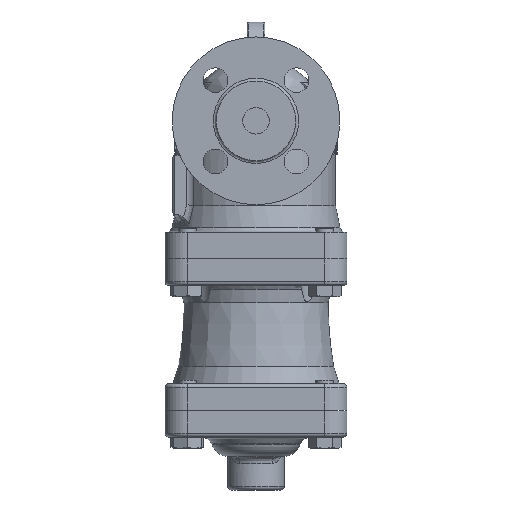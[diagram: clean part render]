
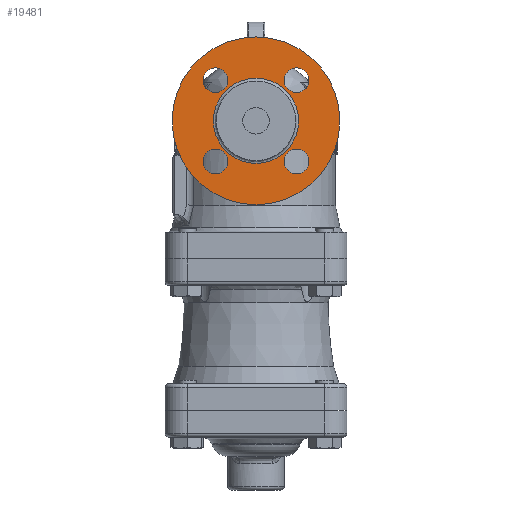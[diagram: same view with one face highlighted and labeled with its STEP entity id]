
A CAD part, left-side view. The second image highlights one B-rep face of the part: STEP entity #19481.
In plain terms, the highlighted free-form (B-spline) face has degree [1, 1] with [2, 2] control points.
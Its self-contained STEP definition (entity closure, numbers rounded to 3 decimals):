
#19298=CARTESIAN_POINT('',(-85.9,0.0,125.5));
#19299=VERTEX_POINT('',#19298);
#19300=CARTESIAN_POINT('',(-85.9,0.0,78.0));
#19301=DIRECTION('',(-1.0,0.0,0.0));
#19302=DIRECTION('',(0.0,0.0,1.0));
#19303=AXIS2_PLACEMENT_3D('',#19300,#19301,#19302);
#19304=CIRCLE('',#19303,47.5);
#19305=EDGE_CURVE('',#19299,#19299,#19304,.T.);
#19403=CARTESIAN_POINT('',(-85.9,0.0,102.1));
#19404=VERTEX_POINT('',#19403);
#19405=CARTESIAN_POINT('',(-85.9,0.0,78.0));
#19406=DIRECTION('',(-1.0,0.0,0.0));
#19407=DIRECTION('',(0.0,0.0,-1.0));
#19408=AXIS2_PLACEMENT_3D('',#19405,#19406,#19407);
#19409=CIRCLE('',#19408,24.1);
#19410=EDGE_CURVE('',#19404,#19404,#19409,.T.);
#19426=CARTESIAN_POINT('',(-85.9,47.5,125.5));
#19427=CARTESIAN_POINT('',(-85.9,47.5,30.5));
#19428=CARTESIAN_POINT('',(-85.9,-47.5,125.5));
#19429=CARTESIAN_POINT('',(-85.9,-47.5,30.5));
#19430=B_SPLINE_SURFACE_WITH_KNOTS('',1,1,((#19426,#19428),(#19427,#19429)),.UNSPECIFIED.,.F.,.F.,.U.,(2,2),(2,2),(0.0,95.0),(0.0,95.0),.UNSPECIFIED.);
#19431=ORIENTED_EDGE('',*,*,#19305,.T.);
#19432=EDGE_LOOP('',(#19431));
#19433=FACE_OUTER_BOUND('',#19432,.T.);
#19434=CARTESIAN_POINT('',(-85.9,22.981,93.981));
#19435=VERTEX_POINT('',#19434);
#19436=CARTESIAN_POINT('',(-85.9,22.981,100.981));
#19437=DIRECTION('',(1.0,0.0,0.0));
#19438=DIRECTION('',(0.0,0.0,-1.0));
#19439=AXIS2_PLACEMENT_3D('',#19436,#19437,#19438);
#19440=CIRCLE('',#19439,7.);
#19441=EDGE_CURVE('',#19435,#19435,#19440,.T.);
#19442=ORIENTED_EDGE('',*,*,#19441,.T.);
#19443=EDGE_LOOP('',(#19442));
#19444=FACE_BOUND('',#19443,.T.);
#19445=CARTESIAN_POINT('',(-85.9,15.981,55.019));
#19446=VERTEX_POINT('',#19445);
#19447=CARTESIAN_POINT('',(-85.9,22.981,55.019));
#19448=DIRECTION('',(1.0,0.0,0.0));
#19449=DIRECTION('',(0.0,-1.0,0.0));
#19450=AXIS2_PLACEMENT_3D('',#19447,#19448,#19449);
#19451=CIRCLE('',#19450,7.);
#19452=EDGE_CURVE('',#19446,#19446,#19451,.T.);
#19453=ORIENTED_EDGE('',*,*,#19452,.T.);
#19454=EDGE_LOOP('',(#19453));
#19455=FACE_BOUND('',#19454,.T.);
#19456=CARTESIAN_POINT('',(-85.9,-22.981,62.019));
#19457=VERTEX_POINT('',#19456);
#19458=CARTESIAN_POINT('',(-85.9,-22.981,55.019));
#19459=DIRECTION('',(1.0,0.0,0.0));
#19460=DIRECTION('',(0.0,0.0,1.0));
#19461=AXIS2_PLACEMENT_3D('',#19458,#19459,#19460);
#19462=CIRCLE('',#19461,7.);
#19463=EDGE_CURVE('',#19457,#19457,#19462,.T.);
#19464=ORIENTED_EDGE('',*,*,#19463,.T.);
#19465=EDGE_LOOP('',(#19464));
#19466=FACE_BOUND('',#19465,.T.);
#19467=CARTESIAN_POINT('',(-85.9,-15.981,100.981));
#19468=VERTEX_POINT('',#19467);
#19469=CARTESIAN_POINT('',(-85.9,-22.981,100.981));
#19470=DIRECTION('',(1.0,0.0,0.0));
#19471=DIRECTION('',(0.0,1.0,0.0));
#19472=AXIS2_PLACEMENT_3D('',#19469,#19470,#19471);
#19473=CIRCLE('',#19472,7.);
#19474=EDGE_CURVE('',#19468,#19468,#19473,.T.);
#19475=ORIENTED_EDGE('',*,*,#19474,.T.);
#19476=EDGE_LOOP('',(#19475));
#19477=FACE_BOUND('',#19476,.T.);
#19478=ORIENTED_EDGE('',*,*,#19410,.F.);
#19479=EDGE_LOOP('',(#19478));
#19480=FACE_BOUND('',#19479,.T.);
#19481=ADVANCED_FACE('',(#19433,#19444,#19455,#19466,#19477,#19480),#19430,.T.);
